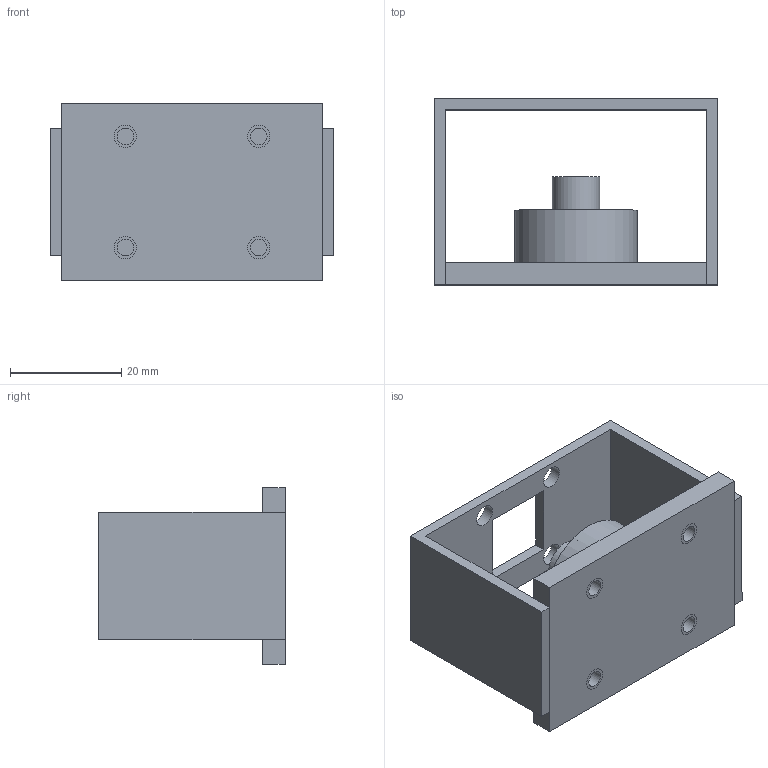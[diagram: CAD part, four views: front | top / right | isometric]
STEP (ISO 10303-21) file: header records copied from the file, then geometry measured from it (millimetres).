
FILE_DESCRIPTION(/* description */ (''),/* implementation_level */ '2;1');
FILE_NAME(/* name */ '',/* time_stamp */ '2025-12-26T15:24:55+03:00',/* author */ ('katya_notebook'),/* organization */ (''),/* preprocessor_version */ 'ST-DEVELOPER v20',/* originating_system */ 'Autodesk Inventor 2024',/* authorisation */ '');
FILE_SCHEMA (('AUTOMOTIVE_DESIGN { 1 0 10303 214 3 1 1 }'));
Length unit declared in the file: millimetre
Products named in the file (3): robotetz; деталь крепление 
энкодера; ступица
Assembly tree (2 placements, depth 2):
  robotetz
    деталь крепление 
энкодера
    ступица
Bounding box: 51 x 33.5 x 31.75 mm (x, y, z)
Volume: 14218.8 mm3; surface area: 10265.8 mm2
Topology: 2 solids, 2 shells, 40 faces, 89 edges, 64 vertices
Faces by surface type: plane 28, cylinder 12
Full cylindrical faces by diameter (mm): 3 x4, 4 x5, 8.5 x1, 21.5 x1, 22 x1
Entity records: 1412 total; most frequent: DIRECTION 210, CARTESIAN_POINT 199, ORIENTED_EDGE 178, EDGE_CURVE 89, AXIS2_PLACEMENT_3D 75, EDGE_LOOP 66, VERTEX_POINT 61, LINE 60
